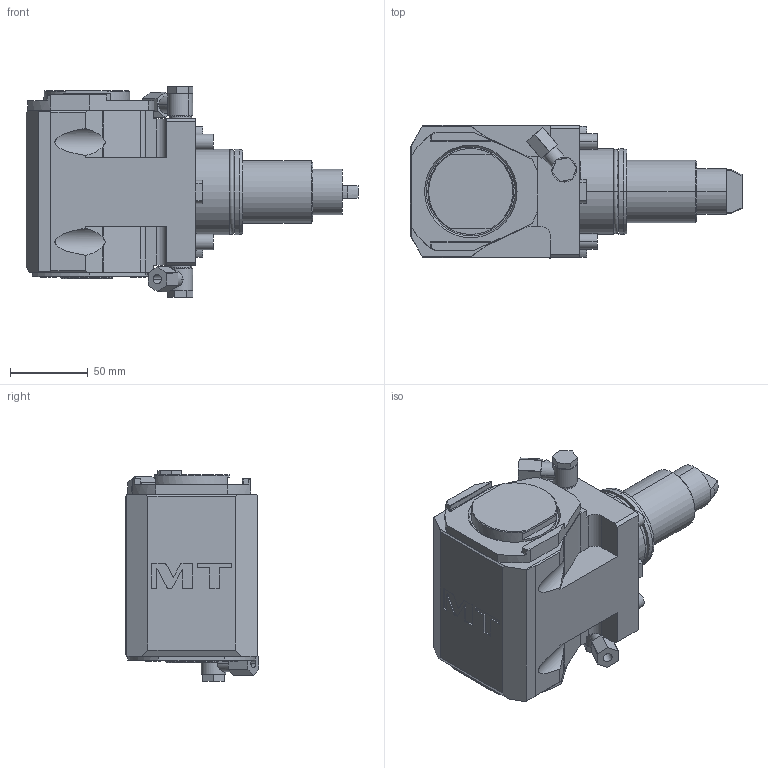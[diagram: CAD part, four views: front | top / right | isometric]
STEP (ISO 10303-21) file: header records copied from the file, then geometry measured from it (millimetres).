
FILE_DESCRIPTION((''),'2;1');
FILE_NAME('DWO1712520_CONF','2023-03-27T16:42:15',('smalpassi'),('M.T. srl'),'CREO PARAMETRIC BY PTC INC, 2021072','CREO PARAMETRIC BY PTC INC, 2021072','');
FILE_SCHEMA(('CONFIG_CONTROL_DESIGN'));
Length unit declared in the file: millimetre
Products named in the file (1): DWO1712520_CONF
Bounding box: 213 x 85.5 x 135 mm (x, y, z)
Volume: 1061073.5 mm3; surface area: 93185.5 mm2
Topology: 1 solids, 1 shells, 454 faces, 1131 edges, 728 vertices
Faces by surface type: plane 224, cylinder 140, cone 63, torus 19, bspline 6, extrusion 2
Entity records: 14551 total; most frequent: CARTESIAN_POINT 3590, DIRECTION 2297, ORIENTED_EDGE 2262, EDGE_CURVE 1131, AXIS2_PLACEMENT_3D 847, VERTEX_POINT 728, VECTOR 603, LINE 601
